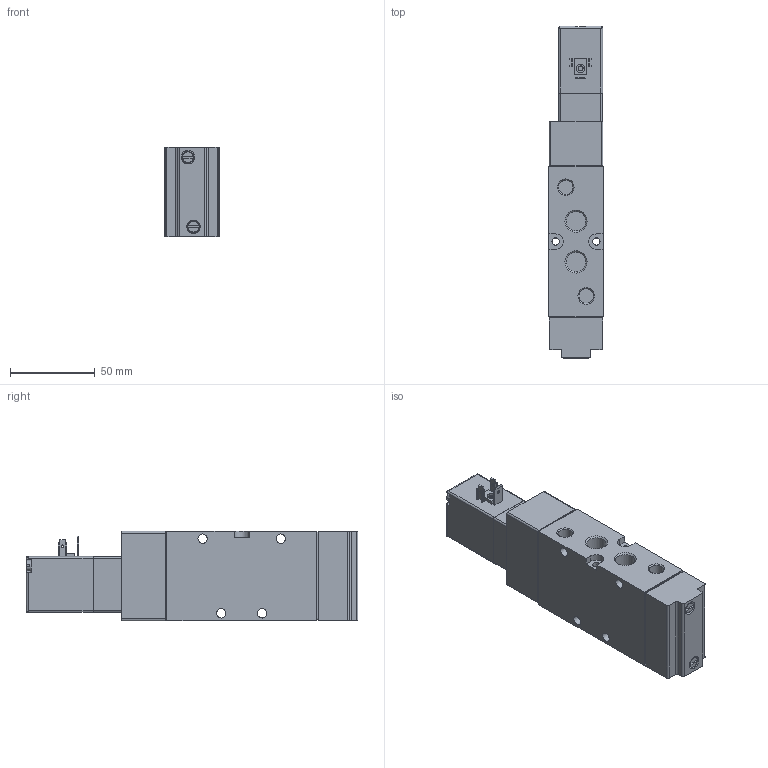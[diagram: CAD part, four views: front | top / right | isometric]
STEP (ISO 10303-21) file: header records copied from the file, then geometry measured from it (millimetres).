
FILE_DESCRIPTION(/* description */ ('STEP AP214'),/* implementation_level */ '2;1');
FILE_NAME(/* name */ '33184_MVH-5-1_4-L-S-B',/* time_stamp */ '2024-09-11T20:43:32+02:00',/* author */ ('License CC BY-ND 4.0'),/* organization */ ('CADENAS'),/* preprocessor_version */ 'ST-DEVELOPER v19.3',/* originating_system */ 'PARTsolutions',/* authorisation */ ' ');
FILE_SCHEMA (('AUTOMOTIVE_DESIGN {1 0 10303 214 3 1 1}'));
Length unit declared in the file: millimetre
Products named in the file (3): 33184 MVH-5-1/4-L-S-B--(0); 33184 MVH-5-1/4-L-S-B_valves; 33184 MVH-5-1/4-L-S-B_coil
Assembly tree (2 placements, depth 2):
  33184 MVH-5-1/4-L-S-B--(0)
    33184 MVH-5-1/4-L-S-B_valves
    33184 MVH-5-1/4-L-S-B_coil
Bounding box: 32 x 195.5 x 53 mm (x, y, z)
Volume: 257401.4 mm3; surface area: 46376.2 mm2
Topology: 2 solids, 2 shells, 260 faces, 636 edges, 415 vertices
Faces by surface type: plane 167, cylinder 73, cone 20
Full cylindrical faces by diameter (mm): 1.6 x3, 2.459 x1, 3.242 x2, 4 x2, 4.134 x2, 4.3 x2, 5.2 x1, 5.5 x4, 6 x1, 8 x4, 8.566 x2, 11.445 x5
Entity records: 8270 total; most frequent: CARTESIAN_POINT 1355, DIRECTION 1258, ORIENTED_EDGE 1156, EDGE_CURVE 578, AXIS2_PLACEMENT_3D 452, VERTEX_POINT 406, EDGE_LOOP 362, FACE_BOUND 362
